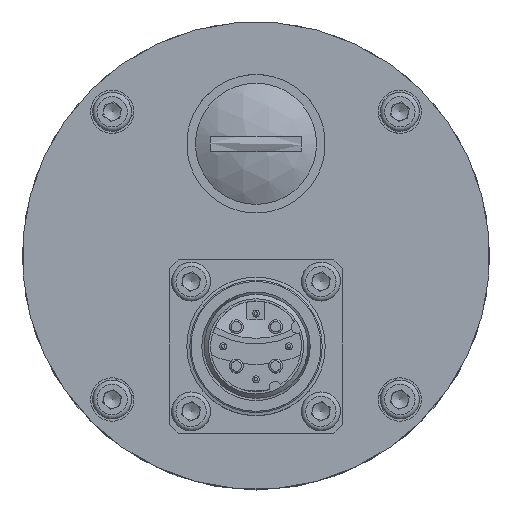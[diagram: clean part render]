
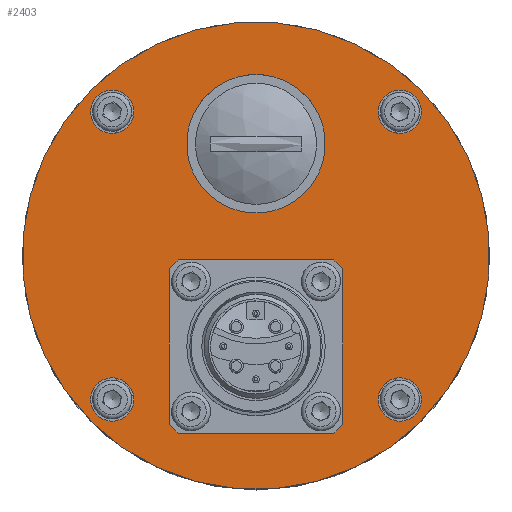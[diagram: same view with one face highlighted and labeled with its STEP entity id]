
A CAD part, top view. The second image highlights one B-rep face of the part: STEP entity #2403.
In plain terms, the highlighted planar face has unit normal (0, 0, 1).
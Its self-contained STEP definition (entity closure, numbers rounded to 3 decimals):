
#125 = CARTESIAN_POINT ( 'NONE',  ( 5.657, 7.263, 32.6 ) ) ;
#244 = EDGE_LOOP ( 'NONE', ( #427 ) ) ;
#254 = VERTEX_POINT ( 'NONE', #437 ) ;
#270 = CIRCLE ( 'NONE', #779, 2.5 ) ;
#320 = DIRECTION ( 'NONE',  ( 0., 0., 1. ) ) ;
#332 = VERTEX_POINT ( 'NONE', #1675 ) ;
#383 = ORIENTED_EDGE ( 'NONE', *, *, #1806, .T. ) ;
#390 = ORIENTED_EDGE ( 'NONE', *, *, #1163, .F. ) ;
#393 = ORIENTED_EDGE ( 'NONE', *, *, #1721, .F. ) ;
#400 = ORIENTED_EDGE ( 'NONE', *, *, #1410, .F. ) ;
#404 = ORIENTED_EDGE ( 'NONE', *, *, #1296, .F. ) ;
#408 = ORIENTED_EDGE ( 'NONE', *, *, #1761, .F. ) ;
#411 = ORIENTED_EDGE ( 'NONE', *, *, #1512, .F. ) ;
#422 = ORIENTED_EDGE ( 'NONE', *, *, #1473, .F. ) ;
#424 = ORIENTED_EDGE ( 'NONE', *, *, #986, .F. ) ;
#427 = ORIENTED_EDGE ( 'NONE', *, *, #1415, .F. ) ;
#430 = ORIENTED_EDGE ( 'NONE', *, *, #1429, .F. ) ;
#437 = CARTESIAN_POINT ( 'NONE',  ( 8.225, -18.725, 32.6 ) ) ;
#779 = AXIS2_PLACEMENT_3D ( 'NONE', #1831, #2313, #1926 ) ;
#906 = VERTEX_POINT ( 'NONE', #2389 ) ;
#986 = EDGE_CURVE ( 'NONE', #254, #254, #2579, .T. ) ;
#1121 = VERTEX_POINT ( 'NONE', #2797 ) ;
#1163 = EDGE_CURVE ( 'NONE', #4189, #4189, #1418, .T. ) ;
#1296 = EDGE_CURVE ( 'NONE', #2591, #2591, #270, .T. ) ;
#1369 = DIRECTION ( 'NONE',  ( -0.707, 0.707, 0. ) ) ;
#1371 = DIRECTION ( 'NONE',  ( 0., 0., -1. ) ) ;
#1408 = CARTESIAN_POINT ( 'NONE',  ( 19.092, 19.092, 32.6 ) ) ;
#1410 = EDGE_CURVE ( 'NONE', #3160, #3160, #4215, .T. ) ;
#1415 = EDGE_CURVE ( 'NONE', #2939, #2939, #4276, .T. ) ;
#1416 = PLANE ( 'NONE',  #3518 ) ;
#1418 = CIRCLE ( 'NONE', #1853, 8. ) ;
#1429 = EDGE_CURVE ( 'NONE', #2829, #2829, #4094, .T. ) ;
#1473 = EDGE_CURVE ( 'NONE', #3823, #3823, #4036, .T. ) ;
#1512 = EDGE_CURVE ( 'NONE', #4584, #4584, #3849, .T. ) ;
#1675 = CARTESIAN_POINT ( 'NONE',  ( -14.849, -18.385, 32.6 ) ) ;
#1721 = EDGE_CURVE ( 'NONE', #332, #332, #2792, .T. ) ;
#1761 = EDGE_CURVE ( 'NONE', #1121, #1121, #2312, .T. ) ;
#1806 = EDGE_CURVE ( 'NONE', #906, #906, #2186, .T. ) ;
#1831 = CARTESIAN_POINT ( 'NONE',  ( 16.617, -16.617, 32.6 ) ) ;
#1853 = AXIS2_PLACEMENT_3D ( 'NONE', #4731, #4743, #4750 ) ;
#1926 = DIRECTION ( 'NONE',  ( 0.707, -0.707, 0. ) ) ;
#1986 = FACE_OUTER_BOUND ( 'NONE', #3431, .T. ) ;
#2045 = FACE_BOUND ( 'NONE', #3571, .T. ) ;
#2050 = FACE_BOUND ( 'NONE', #3466, .T. ) ;
#2117 = FACE_BOUND ( 'NONE', #3485, .T. ) ;
#2167 = FACE_BOUND ( 'NONE', #3494, .T. ) ;
#2172 = FACE_BOUND ( 'NONE', #3694, .T. ) ;
#2186 = CIRCLE ( 'NONE', #3901, 27. ) ;
#2232 = FACE_BOUND ( 'NONE', #3519, .T. ) ;
#2289 = FACE_BOUND ( 'NONE', #3529, .T. ) ;
#2296 = FACE_BOUND ( 'NONE', #3551, .T. ) ;
#2312 = CIRCLE ( 'NONE', #3933, 2.5 ) ;
#2313 = DIRECTION ( 'NONE',  ( 0., 0., 1. ) ) ;
#2354 = FACE_BOUND ( 'NONE', #2567, .T. ) ;
#2389 = CARTESIAN_POINT ( 'NONE',  ( 19.092, -19.092, 32.6 ) ) ;
#2403 = ADVANCED_FACE ( 'NONE', ( #2354, #2544, #2296, #2289, #2232, #2172, #2167, #2117, #2050, #2045, #1986 ), #1416, .F. ) ;
#2544 = FACE_BOUND ( 'NONE', #244, .T. ) ;
#2567 = EDGE_LOOP ( 'NONE', ( #430 ) ) ;
#2579 = CIRCLE ( 'NONE', #3201, 1.025 ) ;
#2591 = VERTEX_POINT ( 'NONE', #4564 ) ;
#2669 = DIRECTION ( 'NONE',  ( 0., 0., 1. ) ) ;
#2670 = DIRECTION ( 'NONE',  ( 0.707, -0.707, 0. ) ) ;
#2683 = CARTESIAN_POINT ( 'NONE',  ( -16.617, 16.617, 32.6 ) ) ;
#2694 = DIRECTION ( 'NONE',  ( 0., 0., 1. ) ) ;
#2721 = DIRECTION ( 'NONE',  ( 0.707, -0.707, 0. ) ) ;
#2726 = CARTESIAN_POINT ( 'NONE',  ( 0., 0., 32.6 ) ) ;
#2780 = CARTESIAN_POINT ( 'NONE',  ( 0., -10.5, 32.6 ) ) ;
#2785 = CARTESIAN_POINT ( 'NONE',  ( 16.617, 16.617, 32.6 ) ) ;
#2789 = CARTESIAN_POINT ( 'NONE',  ( 7.5, -3., 32.6 ) ) ;
#2792 = CIRCLE ( 'NONE', #4064, 2.5 ) ;
#2797 = CARTESIAN_POINT ( 'NONE',  ( 18.385, 14.849, 32.6 ) ) ;
#2829 = VERTEX_POINT ( 'NONE', #3831 ) ;
#2839 = CARTESIAN_POINT ( 'NONE',  ( -16.617, -16.617, 32.6 ) ) ;
#2886 = DIRECTION ( 'NONE',  ( 0., 0., 1. ) ) ;
#2887 = DIRECTION ( 'NONE',  ( 0.707, -0.707, 0. ) ) ;
#2939 = VERTEX_POINT ( 'NONE', #3846 ) ;
#2940 = DIRECTION ( 'NONE',  ( 0.707, -0.707, 0. ) ) ;
#2960 = CARTESIAN_POINT ( 'NONE',  ( -7.5, -18., 32.6 ) ) ;
#2961 = DIRECTION ( 'NONE',  ( 0., 0., 1. ) ) ;
#2976 = DIRECTION ( 'NONE',  ( 0.707, -0.707, 0. ) ) ;
#3064 = DIRECTION ( 'NONE',  ( 0., 0., 1. ) ) ;
#3093 = DIRECTION ( 'NONE',  ( 0., 0., 1. ) ) ;
#3123 = DIRECTION ( 'NONE',  ( 0.707, -0.707, 0. ) ) ;
#3160 = VERTEX_POINT ( 'NONE', #3955 ) ;
#3163 = CARTESIAN_POINT ( 'NONE',  ( -7.5, -3., 32.6 ) ) ;
#3201 = AXIS2_PLACEMENT_3D ( 'NONE', #4393, #4397, #4406 ) ;
#3229 = DIRECTION ( 'NONE',  ( 0.707, -0.707, 0. ) ) ;
#3304 = DIRECTION ( 'NONE',  ( 0.707, -0.707, 0. ) ) ;
#3310 = DIRECTION ( 'NONE',  ( 0., 0., 1. ) ) ;
#3431 = EDGE_LOOP ( 'NONE', ( #383 ) ) ;
#3466 = EDGE_LOOP ( 'NONE', ( #393 ) ) ;
#3485 = EDGE_LOOP ( 'NONE', ( #400 ) ) ;
#3494 = EDGE_LOOP ( 'NONE', ( #404 ) ) ;
#3518 = AXIS2_PLACEMENT_3D ( 'NONE', #1408, #1371, #1369 ) ;
#3519 = EDGE_LOOP ( 'NONE', ( #411 ) ) ;
#3529 = EDGE_LOOP ( 'NONE', ( #422 ) ) ;
#3551 = EDGE_LOOP ( 'NONE', ( #424 ) ) ;
#3555 = CARTESIAN_POINT ( 'NONE',  ( -6.775, -18.725, 32.6 ) ) ;
#3571 = EDGE_LOOP ( 'NONE', ( #390 ) ) ;
#3589 = CARTESIAN_POINT ( 'NONE',  ( -6.775, -3.725, 32.6 ) ) ;
#3694 = EDGE_LOOP ( 'NONE', ( #408 ) ) ;
#3823 = VERTEX_POINT ( 'NONE', #3589 ) ;
#3831 = CARTESIAN_POINT ( 'NONE',  ( 5.374, -15.874, 32.6 ) ) ;
#3846 = CARTESIAN_POINT ( 'NONE',  ( 8.225, -3.725, 32.6 ) ) ;
#3849 = CIRCLE ( 'NONE', #4512, 1.025 ) ;
#3901 = AXIS2_PLACEMENT_3D ( 'NONE', #2726, #3310, #3304 ) ;
#3933 = AXIS2_PLACEMENT_3D ( 'NONE', #2785, #3093, #3229 ) ;
#3955 = CARTESIAN_POINT ( 'NONE',  ( -14.849, 14.849, 32.6 ) ) ;
#4036 = CIRCLE ( 'NONE', #4580, 1.025 ) ;
#4064 = AXIS2_PLACEMENT_3D ( 'NONE', #2839, #3064, #2670 ) ;
#4094 = CIRCLE ( 'NONE', #4629, 7.6 ) ;
#4189 = VERTEX_POINT ( 'NONE', #125 ) ;
#4215 = CIRCLE ( 'NONE', #4659, 2.5 ) ;
#4276 = CIRCLE ( 'NONE', #4641, 1.025 ) ;
#4393 = CARTESIAN_POINT ( 'NONE',  ( 7.5, -18., 32.6 ) ) ;
#4397 = DIRECTION ( 'NONE',  ( 0., 0., 1. ) ) ;
#4406 = DIRECTION ( 'NONE',  ( 0.707, -0.707, 0. ) ) ;
#4512 = AXIS2_PLACEMENT_3D ( 'NONE', #2960, #2961, #2940 ) ;
#4564 = CARTESIAN_POINT ( 'NONE',  ( 18.385, -18.385, 32.6 ) ) ;
#4580 = AXIS2_PLACEMENT_3D ( 'NONE', #3163, #320, #3123 ) ;
#4584 = VERTEX_POINT ( 'NONE', #3555 ) ;
#4629 = AXIS2_PLACEMENT_3D ( 'NONE', #2780, #2886, #2887 ) ;
#4641 = AXIS2_PLACEMENT_3D ( 'NONE', #2789, #2694, #2721 ) ;
#4659 = AXIS2_PLACEMENT_3D ( 'NONE', #2683, #2669, #2976 ) ;
#4731 = CARTESIAN_POINT ( 'NONE',  ( 0., 12.92, 32.6 ) ) ;
#4743 = DIRECTION ( 'NONE',  ( 0., 0., 1. ) ) ;
#4750 = DIRECTION ( 'NONE',  ( 0.707, -0.707, 0. ) ) ;
